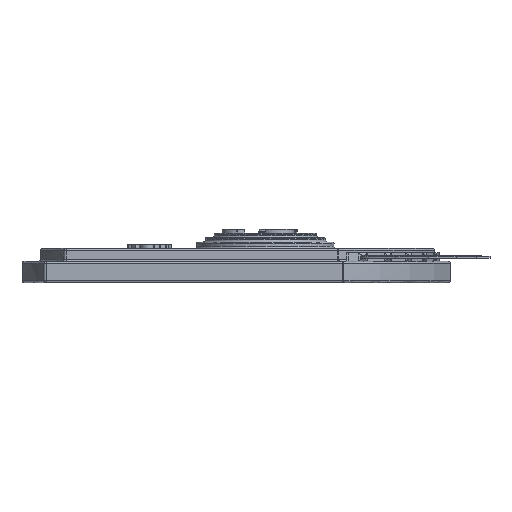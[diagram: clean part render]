
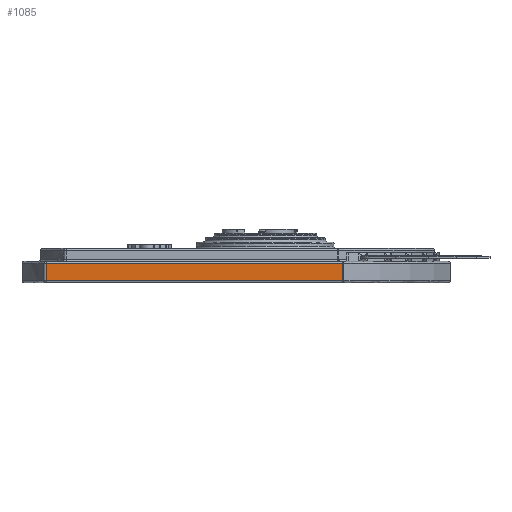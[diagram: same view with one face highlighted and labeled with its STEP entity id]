
A CAD part, left-side view. The second image highlights one B-rep face of the part: STEP entity #1085.
In plain terms, the highlighted free-form (B-spline) face has degree [1, 1] with [2, 2] control points.
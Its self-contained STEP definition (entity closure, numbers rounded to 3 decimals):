
#1085 = ADVANCED_FACE('',(#1086),#1116,.F.);
#1086 = FACE_BOUND('',#1087,.T.);
#1087 = EDGE_LOOP('',(#1088,#1097,#1104,#1111));
#1088 = ORIENTED_EDGE('',*,*,#1089,.T.);
#1089 = EDGE_CURVE('',#1090,#1092,#1094,.T.);
#1090 = VERTEX_POINT('',#1091);
#1091 = CARTESIAN_POINT('',(-52.024,34.919,
    0.694));
#1092 = VERTEX_POINT('',#1093);
#1093 = CARTESIAN_POINT('',(-52.024,34.919,
    6.243));
#1094 = B_SPLINE_CURVE_WITH_KNOTS('',1,(#1095,#1096),.UNSPECIFIED.,.F.,
  .F.,(2,2),(-4.5,-0.5),.PIECEWISE_BEZIER_KNOTS.);
#1095 = CARTESIAN_POINT('',(-52.024,34.919,
    0.694));
#1096 = CARTESIAN_POINT('',(-52.024,34.919,
    6.243));
#1097 = ORIENTED_EDGE('',*,*,#1098,.T.);
#1098 = EDGE_CURVE('',#1092,#1099,#1101,.T.);
#1099 = VERTEX_POINT('',#1100);
#1100 = CARTESIAN_POINT('',(-52.024,130.801,
    6.243));
#1101 = B_SPLINE_CURVE_WITH_KNOTS('',1,(#1102,#1103),.UNSPECIFIED.,.F.,
  .F.,(2,2),(-69.114,0.),.PIECEWISE_BEZIER_KNOTS.);
#1102 = CARTESIAN_POINT('',(-52.024,34.919,
    6.243));
#1103 = CARTESIAN_POINT('',(-52.024,130.801,
    6.243));
#1104 = ORIENTED_EDGE('',*,*,#1105,.T.);
#1105 = EDGE_CURVE('',#1099,#1106,#1108,.T.);
#1106 = VERTEX_POINT('',#1107);
#1107 = CARTESIAN_POINT('',(-52.024,130.801,
    0.694));
#1108 = B_SPLINE_CURVE_WITH_KNOTS('',1,(#1109,#1110),.UNSPECIFIED.,.F.,
  .F.,(2,2),(0.5,4.5),.PIECEWISE_BEZIER_KNOTS.);
#1109 = CARTESIAN_POINT('',(-52.024,130.801,
    6.243));
#1110 = CARTESIAN_POINT('',(-52.024,130.801,
    0.694));
#1111 = ORIENTED_EDGE('',*,*,#1112,.T.);
#1112 = EDGE_CURVE('',#1106,#1090,#1113,.T.);
#1113 = B_SPLINE_CURVE_WITH_KNOTS('',1,(#1114,#1115),.UNSPECIFIED.,.F.,
  .F.,(2,2),(0.716,69.83),.PIECEWISE_BEZIER_KNOTS.);
#1114 = CARTESIAN_POINT('',(-52.024,130.801,
    0.694));
#1115 = CARTESIAN_POINT('',(-52.024,34.919,
    0.694));
#1116 = B_SPLINE_SURFACE_WITH_KNOTS('',1,1,(
    (#1117,#1118)
    ,(#1119,#1120
    )),.UNSPECIFIED.,.F.,.F.,.F.,(2,2),(2,2),(-69.83,
    -0.716),(-4.5,-0.5),.PIECEWISE_BEZIER_KNOTS.);
#1117 = CARTESIAN_POINT('',(-52.024,34.919,
    0.694));
#1118 = CARTESIAN_POINT('',(-52.024,34.919,
    6.243));
#1119 = CARTESIAN_POINT('',(-52.024,130.801,
    0.694));
#1120 = CARTESIAN_POINT('',(-52.024,130.801,
    6.243));
